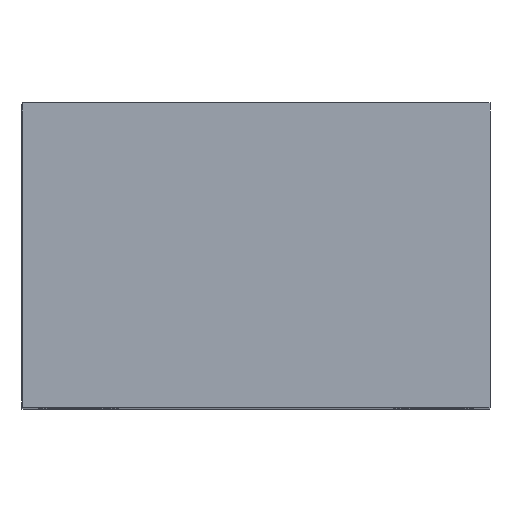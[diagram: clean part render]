
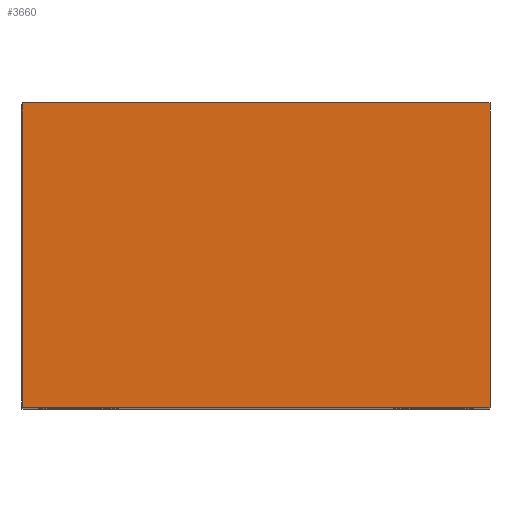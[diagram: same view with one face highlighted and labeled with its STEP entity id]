
A CAD part, top view. The second image highlights one B-rep face of the part: STEP entity #3660.
In plain terms, the highlighted planar face has unit normal (0, 0, 1).
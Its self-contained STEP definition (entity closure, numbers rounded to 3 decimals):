
#55 = ORIENTED_EDGE ( 'NONE', *, *, #3652, .T. ) ;
#82 = CARTESIAN_POINT ( 'NONE',  ( 0.645, 0., 1.02 ) ) ;
#406 = LINE ( 'NONE', #1002, #3874 ) ;
#663 = VECTOR ( 'NONE', #2763, 1000. ) ;
#701 = DIRECTION ( 'NONE',  ( 1., 0., 0. ) ) ;
#738 = ORIENTED_EDGE ( 'NONE', *, *, #2158, .F. ) ;
#936 = AXIS2_PLACEMENT_3D ( 'NONE', #2045, #4524, #2103 ) ;
#1002 = CARTESIAN_POINT ( 'NONE',  ( -0.645, 0.84, 1.02 ) ) ;
#1259 = DIRECTION ( 'NONE',  ( 1., 0., 0. ) ) ;
#1296 = VERTEX_POINT ( 'NONE', #3159 ) ;
#1538 = VERTEX_POINT ( 'NONE', #5034 ) ;
#1624 = EDGE_CURVE ( 'NONE', #1296, #1538, #406, .T. ) ;
#1985 = LINE ( 'NONE', #82, #4710 ) ;
#2045 = CARTESIAN_POINT ( 'NONE',  ( 0.645, 0.84, 1.02 ) ) ;
#2103 = DIRECTION ( 'NONE',  ( -1., 0., 0. ) ) ;
#2158 = EDGE_CURVE ( 'NONE', #5114, #3459, #3663, .T. ) ;
#2413 = FACE_OUTER_BOUND ( 'NONE', #4731, .T. ) ;
#2727 = CARTESIAN_POINT ( 'NONE',  ( 0.645, 0.84, 1.02 ) ) ;
#2763 = DIRECTION ( 'NONE',  ( 0., -1., 0. ) ) ;
#2944 = PLANE ( 'NONE',  #936 ) ;
#3116 = CARTESIAN_POINT ( 'NONE',  ( 0.645, 0., 1.02 ) ) ;
#3159 = CARTESIAN_POINT ( 'NONE',  ( -0.645, 0.84, 1.02 ) ) ;
#3268 = LINE ( 'NONE', #2727, #3525 ) ;
#3359 = EDGE_CURVE ( 'NONE', #1296, #5114, #3268, .T. ) ;
#3459 = VERTEX_POINT ( 'NONE', #3116 ) ;
#3507 = DIRECTION ( 'NONE',  ( 0., -1., 0. ) ) ;
#3515 = CARTESIAN_POINT ( 'NONE',  ( 0.645, 0.84, 1.02 ) ) ;
#3525 = VECTOR ( 'NONE', #701, 1000. ) ;
#3608 = CARTESIAN_POINT ( 'NONE',  ( 0.645, 0.84, 1.02 ) ) ;
#3652 = EDGE_CURVE ( 'NONE', #1538, #3459, #1985, .T. ) ;
#3660 = ADVANCED_FACE ( 'NONE', ( #2413 ), #2944, .F. ) ;
#3663 = LINE ( 'NONE', #3515, #663 ) ;
#3874 = VECTOR ( 'NONE', #3507, 1000. ) ;
#4524 = DIRECTION ( 'NONE',  ( 0., 0., -1. ) ) ;
#4534 = ORIENTED_EDGE ( 'NONE', *, *, #1624, .T. ) ;
#4710 = VECTOR ( 'NONE', #1259, 1000. ) ;
#4731 = EDGE_LOOP ( 'NONE', ( #55, #738, #5238, #4534 ) ) ;
#5034 = CARTESIAN_POINT ( 'NONE',  ( -0.645, 0., 1.02 ) ) ;
#5114 = VERTEX_POINT ( 'NONE', #3608 ) ;
#5238 = ORIENTED_EDGE ( 'NONE', *, *, #3359, .F. ) ;
